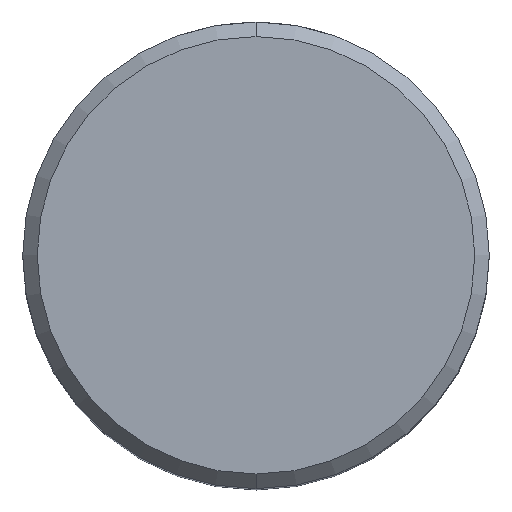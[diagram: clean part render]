
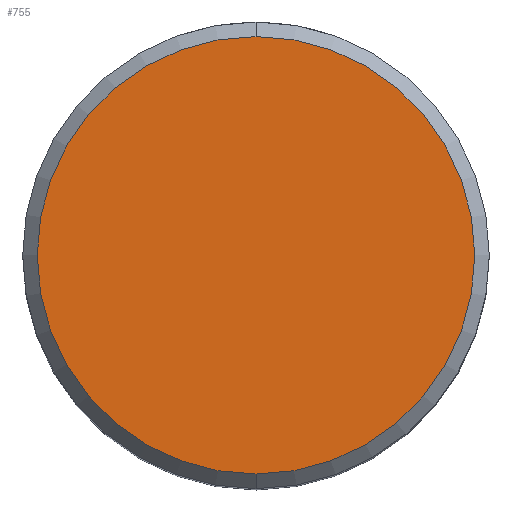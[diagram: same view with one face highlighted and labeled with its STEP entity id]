
A CAD part, top view. The second image highlights one B-rep face of the part: STEP entity #755.
In plain terms, the highlighted planar face has unit normal (0, 0, 1).
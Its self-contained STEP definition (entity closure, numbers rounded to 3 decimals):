
#701=VERTEX_POINT('',#1349);
#755=ADVANCED_FACE('',(#1407),#1408,.T.);
#819=VERTEX_POINT('',#1477);
#823=EDGE_CURVE('',#819,#701,#1481,.T.);
#833=EDGE_CURVE('',#701,#819,#1493,.T.);
#1349=CARTESIAN_POINT('',(0.0,15.0,0.0));
#1407=FACE_OUTER_BOUND('',#8117,.T.);
#1408=PLANE('',#8118);
#1477=CARTESIAN_POINT('',(0.,-15.0,0.0));
#1481=CIRCLE('',#9934,15.0);
#1493=CIRCLE('',#9949,15.0);
#8117=EDGE_LOOP('',(#10929,#10930));
#8118=AXIS2_PLACEMENT_3D('',#10931,#10932,#10933);
#9934=AXIS2_PLACEMENT_3D('',#11004,#11005,#11006);
#9949=AXIS2_PLACEMENT_3D('',#11025,#11026,#11027);
#10929=ORIENTED_EDGE('',*,*,#833,.F.);
#10930=ORIENTED_EDGE('',*,*,#823,.F.);
#10931=CARTESIAN_POINT('',(0.0,7.5,0.0));
#10932=DIRECTION('',(-0.0,0.0,1.0));
#10933=DIRECTION('',(0.0,-1.0,0.0));
#11004=CARTESIAN_POINT('',(0.0,0.0,0.0));
#11005=DIRECTION('',(0.0,0.0,-1.0));
#11006=DIRECTION('',(0.0,1.0,0.0));
#11025=CARTESIAN_POINT('',(0.0,0.0,0.0));
#11026=DIRECTION('',(0.0,0.0,-1.0));
#11027=DIRECTION('',(0.0,1.0,0.0));
